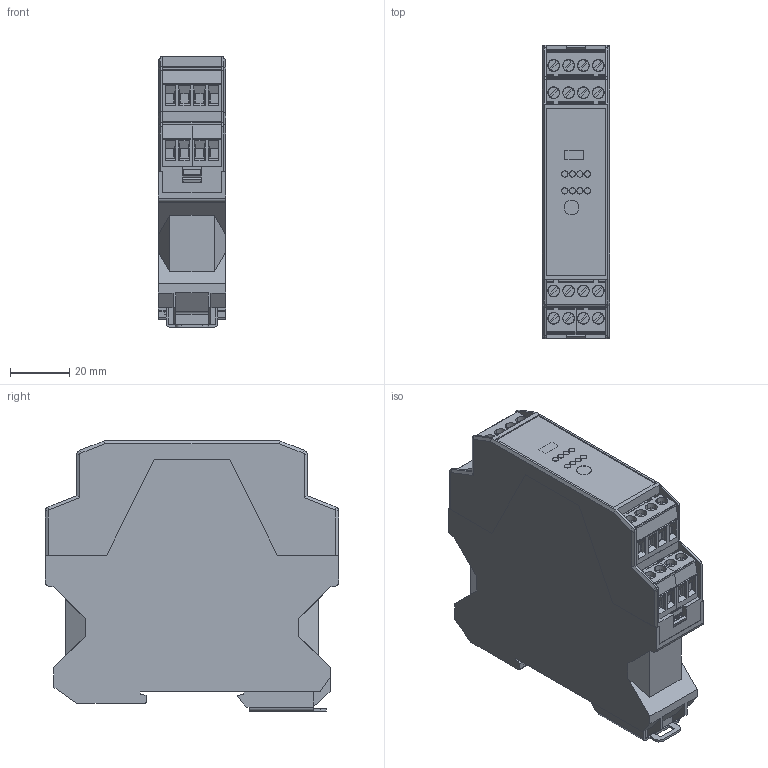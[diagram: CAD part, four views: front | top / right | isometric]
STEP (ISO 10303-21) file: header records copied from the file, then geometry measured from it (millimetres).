
FILE_DESCRIPTION((''),'2;1');
FILE_NAME('DM_CAD-2245_ASM','2016-03-07T',('Creinig-se'),(''),'PRO/ENGINEER BY PARAMETRIC TECHNOLOGY CORPORATION, 2013050','PRO/ENGINEER BY PARAMETRIC TECHNOLOGY CORPORATION, 2013050','');
FILE_SCHEMA(('CONFIG_CONTROL_DESIGN'));
Length unit declared in the file: millimetre
Products named in the file (13): DM_CAD-2245_924; DM_CAD-2245_927; DM_CAD-2245_928; DM_CAD-2245_929; DM_CAD-2245_49623; DM_CAD-2245_49624; DM_CAD-2245_49625; DM_CAD-2245_49626; DM_CAD-2245_930_ASM; DM_CAD-2245_931; DM_CAD-2245_989; DM_CAD-2245_990; DM_CAD-2245_ASM
Assembly tree (15 placements, depth 3):
  DM_CAD-2245_ASM
    DM_CAD-2245_924
    DM_CAD-2245_927  x3
    DM_CAD-2245_928
    DM_CAD-2245_929
    DM_CAD-2245_930_ASM  x2
      DM_CAD-2245_49623
      DM_CAD-2245_49624
      DM_CAD-2245_49625
      DM_CAD-2245_49626
    DM_CAD-2245_931
    DM_CAD-2245_989
    DM_CAD-2245_990
Bounding box: 22.6 x 99 x 91.1 mm (x, y, z)
Volume: 59587.1 mm3; surface area: 56380.8 mm2
Topology: 17 solids, 17 shells, 1468 faces, 3840 edges, 2496 vertices
Faces by surface type: plane 1100, cylinder 360, cone 8
Entity records: 38665 total; most frequent: CARTESIAN_POINT 5593, ORIENTED_EDGE 5372, DIRECTION 5236, EDGE_CURVE 2686, PRESENTATION_STYLE_ASSIGNMENT 2355, STYLED_ITEM 2355, CURVE_STYLE 2350, VECTOR 2150
